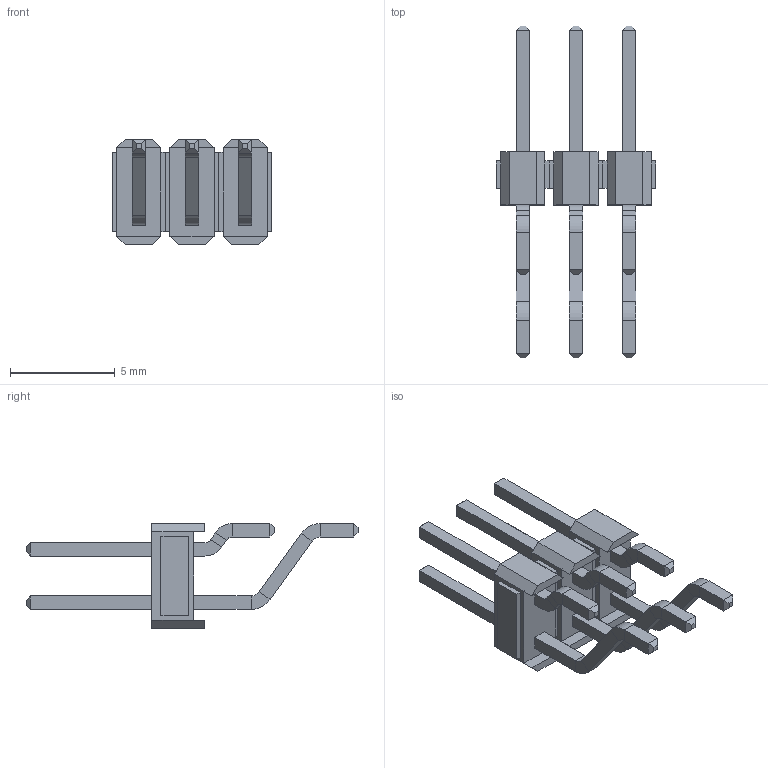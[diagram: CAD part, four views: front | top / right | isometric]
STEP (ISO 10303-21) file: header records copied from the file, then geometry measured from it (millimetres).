
FILE_DESCRIPTION (( 'STEP AP214' ), '1' );
FILE_NAME ('PLDR_SMD-06.STEP', '2019-06-30T11:15:21', ( '' ), ( '' ), 'SwSTEP 2.0', 'SolidWorks 2018', '' );
FILE_SCHEMA (( 'AUTOMOTIVE_DESIGN' ));
Length unit declared in the file: millimetre
Products named in the file (1): PLDR_SMD-06
Bounding box: 7.62 x 15.84 x 5 mm (x, y, z)
Volume: 100.9 mm3; surface area: 361.8 mm2
Topology: 3 solids, 3 shells, 264 faces, 588 edges, 348 vertices
Faces by surface type: plane 234, cylinder 18, bspline 12
Entity records: 10430 total; most frequent: CARTESIAN_POINT 1699, ORIENTED_EDGE 1176, DIRECTION 1136, EDGE_CURVE 588, VECTOR 534, LINE 534, VERTEX_POINT 348, AXIS2_PLACEMENT_3D 301
